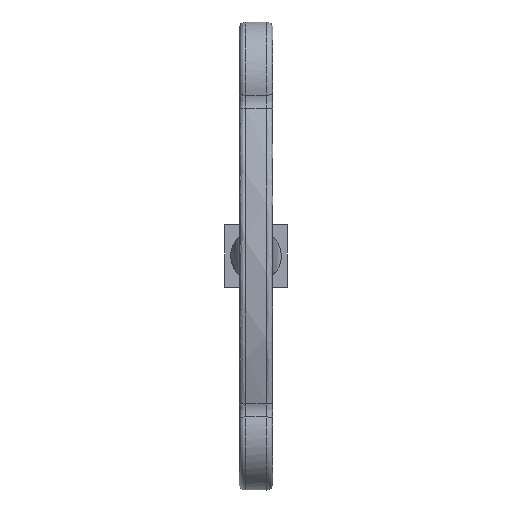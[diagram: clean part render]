
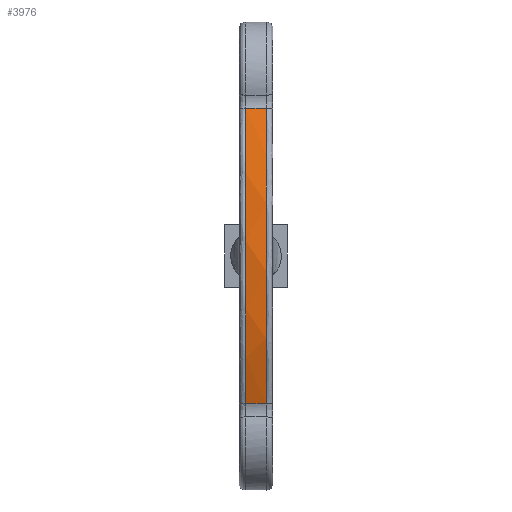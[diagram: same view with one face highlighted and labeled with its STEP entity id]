
A CAD part, front view. The second image highlights one B-rep face of the part: STEP entity #3976.
In plain terms, the highlighted cylindrical face has radius 60 mm (diameter 120 mm), a partial arc.
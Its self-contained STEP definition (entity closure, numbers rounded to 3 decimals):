
#414 = ORIENTED_EDGE ( 'NONE', *, *, #13300, .T. ) ;
#667 = CARTESIAN_POINT ( 'NONE',  ( 3.15, -101.617, 17.311 ) ) ;
#743 = CARTESIAN_POINT ( 'NONE',  ( 3.15, -102.988, 13.824 ) ) ;
#791 = CARTESIAN_POINT ( 'NONE',  ( 3.15, -104.032, -19.508 ) ) ;
#902 = CARTESIAN_POINT ( 'NONE',  ( 3.15, -102.988, -23.124 ) ) ;
#2130 = CARTESIAN_POINT ( 'NONE',  ( 3.15, -101.617, -26.611 ) ) ;
#2141 = CARTESIAN_POINT ( 'NONE',  ( 6.15, -104.032, -19.508 ) ) ;
#2288 = B_SPLINE_CURVE_WITH_KNOTS ( 'NONE', 3,
 ( #3404, #13096, #2141, #10817, #12135, #12024, #9646, #15631, #4632, #3458 ),
 .UNSPECIFIED., .F., .F.,
 ( 4, 2, 2, 2, 4 ),
 ( 0., 0.25, 0.5, 0.75, 1. ),
 .UNSPECIFIED. ) ;
#2361 = CARTESIAN_POINT ( 'NONE',  ( 3.15, -101.617, -26.611 ) ) ;
#2796 = EDGE_CURVE ( 'NONE', #14318, #8372, #2288, .T. ) ;
#2857 = LINE ( 'NONE', #4901, #11707 ) ;
#3224 = CARTESIAN_POINT ( 'NONE',  ( 3.15, -101.617, 17.311 ) ) ;
#3404 = CARTESIAN_POINT ( 'NONE',  ( 6.15, -101.617, -26.611 ) ) ;
#3458 = CARTESIAN_POINT ( 'NONE',  ( 6.15, -101.617, 17.311 ) ) ;
#3564 = DIRECTION ( 'NONE',  ( -1., 0., 0. ) ) ;
#3930 = ORIENTED_EDGE ( 'NONE', *, *, #2796, .T. ) ;
#3976 = ADVANCED_FACE ( 'NONE', ( #13732 ), #10424, .T. ) ;
#3982 = VERTEX_POINT ( 'NONE', #2361 ) ;
#4402 = CARTESIAN_POINT ( 'NONE',  ( 3.15, -105.78, -0.903 ) ) ;
#4632 = CARTESIAN_POINT ( 'NONE',  ( 6.15, -102.988, 13.824 ) ) ;
#4638 = VECTOR ( 'NONE', #12281, 1000. ) ;
#4819 = CARTESIAN_POINT ( 'NONE',  ( 7.15, -101.617, -26.611 ) ) ;
#4901 = CARTESIAN_POINT ( 'NONE',  ( 7.15, -101.617, 17.311 ) ) ;
#5241 = EDGE_CURVE ( 'NONE', #14318, #3982, #5966, .T. ) ;
#5901 = AXIS2_PLACEMENT_3D ( 'NONE', #9913, #3564, #13421 ) ;
#5966 = LINE ( 'NONE', #4819, #4638 ) ;
#6130 = DIRECTION ( 'NONE',  ( -1., 0., 0. ) ) ;
#6806 = CARTESIAN_POINT ( 'NONE',  ( 6.15, -101.617, 17.311 ) ) ;
#6929 = CARTESIAN_POINT ( 'NONE',  ( 3.15, -105.428, -12.144 ) ) ;
#7014 = ORIENTED_EDGE ( 'NONE', *, *, #7944, .T. ) ;
#7579 = VERTEX_POINT ( 'NONE', #667 ) ;
#7944 = EDGE_CURVE ( 'NONE', #7579, #3982, #9854, .T. ) ;
#8372 = VERTEX_POINT ( 'NONE', #6806 ) ;
#9370 = CARTESIAN_POINT ( 'NONE',  ( 3.15, -104.032, 10.208 ) ) ;
#9646 = CARTESIAN_POINT ( 'NONE',  ( 6.15, -105.428, 2.844 ) ) ;
#9854 = B_SPLINE_CURVE_WITH_KNOTS ( 'NONE', 3,
 ( #3224, #743, #9370, #11791, #4402, #14310, #6929, #791, #902, #2130 ),
 .UNSPECIFIED., .F., .F.,
 ( 4, 2, 2, 2, 4 ),
 ( 0., 0.25, 0.5, 0.75, 1. ),
 .UNSPECIFIED. ) ;
#9913 = CARTESIAN_POINT ( 'NONE',  ( 7.15, -45.78, -4.65 ) ) ;
#10424 = CYLINDRICAL_SURFACE ( 'NONE', #5901, 60. ) ;
#10555 = CARTESIAN_POINT ( 'NONE',  ( 6.15, -101.617, -26.611 ) ) ;
#10817 = CARTESIAN_POINT ( 'NONE',  ( 6.15, -105.428, -12.144 ) ) ;
#11406 = ORIENTED_EDGE ( 'NONE', *, *, #5241, .F. ) ;
#11707 = VECTOR ( 'NONE', #6130, 1000. ) ;
#11791 = CARTESIAN_POINT ( 'NONE',  ( 3.15, -105.428, 2.844 ) ) ;
#12024 = CARTESIAN_POINT ( 'NONE',  ( 6.15, -105.78, -0.903 ) ) ;
#12135 = CARTESIAN_POINT ( 'NONE',  ( 6.15, -105.78, -8.397 ) ) ;
#12281 = DIRECTION ( 'NONE',  ( -1., 0., 0. ) ) ;
#12926 = EDGE_LOOP ( 'NONE', ( #11406, #3930, #414, #7014 ) ) ;
#13096 = CARTESIAN_POINT ( 'NONE',  ( 6.15, -102.988, -23.124 ) ) ;
#13300 = EDGE_CURVE ( 'NONE', #8372, #7579, #2857, .T. ) ;
#13421 = DIRECTION ( 'NONE',  ( 0., 0., 1. ) ) ;
#13732 = FACE_OUTER_BOUND ( 'NONE', #12926, .T. ) ;
#14310 = CARTESIAN_POINT ( 'NONE',  ( 3.15, -105.78, -8.397 ) ) ;
#14318 = VERTEX_POINT ( 'NONE', #10555 ) ;
#15631 = CARTESIAN_POINT ( 'NONE',  ( 6.15, -104.032, 10.208 ) ) ;
